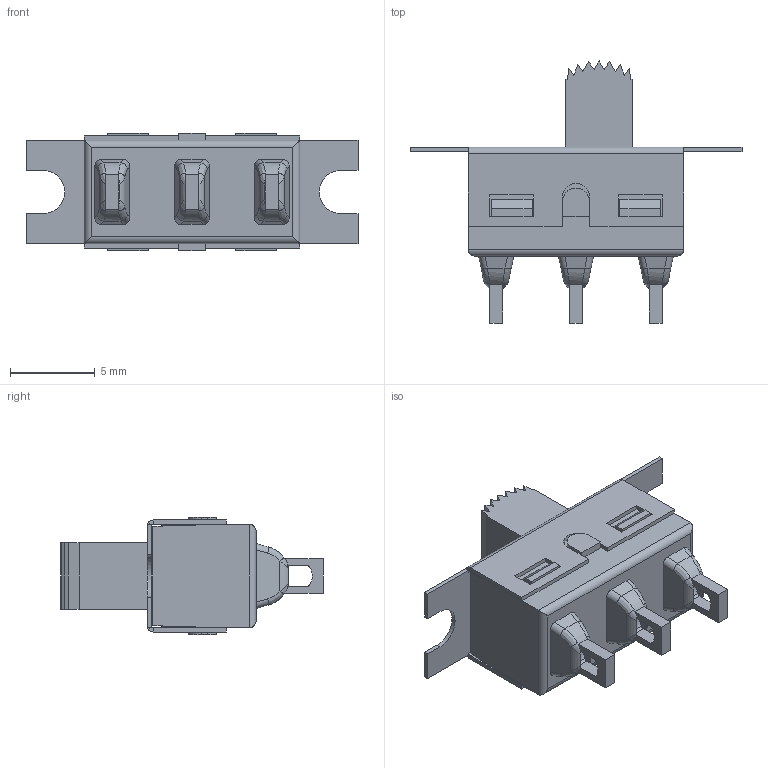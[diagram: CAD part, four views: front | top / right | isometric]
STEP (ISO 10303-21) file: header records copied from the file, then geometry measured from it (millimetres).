
FILE_DESCRIPTION((''),'2;1');
FILE_NAME('110XM1S3Z_SW0001_PRT','2012-11-01T',('jtrepler'),(''),'PRO/ENGINEER BY PARAMETRIC TECHNOLOGY CORPORATION, 2011410','PRO/ENGINEER BY PARAMETRIC TECHNOLOGY CORPORATION, 2011410','');
FILE_SCHEMA(('AUTOMOTIVE_DESIGN_CC2 { 1 2 10303 214 -1 1 5 2 }'));
Length unit declared in the file: inch
Products named in the file (1): 110XM1S3Z_SW0001_PRT
Bounding box: 19.56 x 15.44 x 6.91 mm (x, y, z)
Volume: 427.2 mm3; surface area: 1309.6 mm2
Topology: 1 solids, 1 shells, 398 faces, 1130 edges, 720 vertices
Faces by surface type: plane 289, cylinder 81, bspline 28
Entity records: 14217 total; most frequent: CARTESIAN_POINT 4078, ORIENTED_EDGE 2260, DIRECTION 1856, EDGE_CURVE 1130, VECTOR 880, LINE 880, VERTEX_POINT 720, AXIS2_PLACEMENT_3D 488
